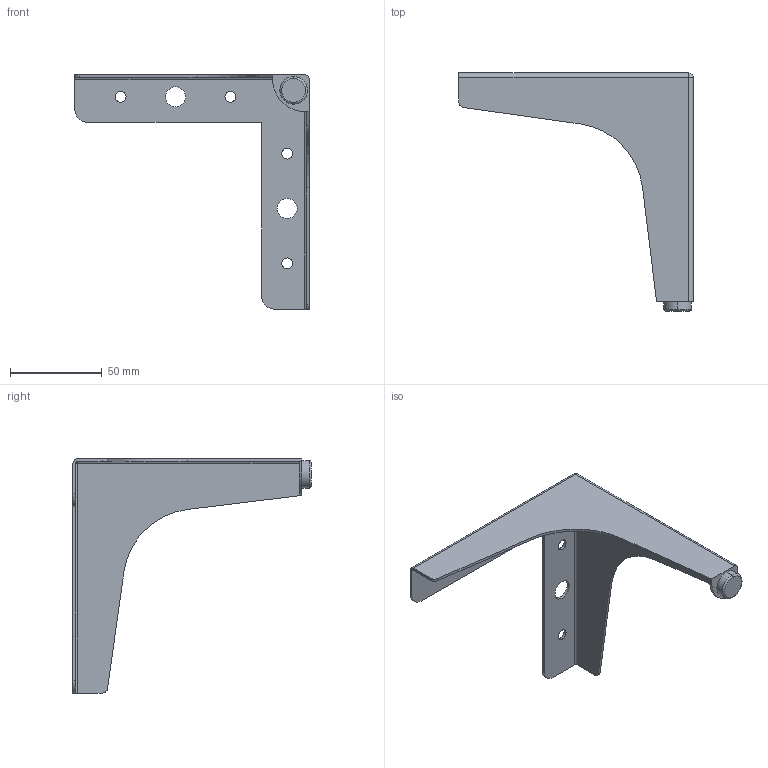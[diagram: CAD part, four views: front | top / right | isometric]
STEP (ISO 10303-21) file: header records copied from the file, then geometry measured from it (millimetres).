
FILE_DESCRIPTION (( 'STEP AP214' ), '1' );
FILE_NAME ('F001981,F001983_3D.step', '2022-10-10T15:15:41', ( '' ), ( '' ), 'SwSTEP 2.0', 'SolidWorks 2020', '' );
FILE_SCHEMA (( 'AUTOMOTIVE_DESIGN' ));
Length unit declared in the file: millimetre
Products named in the file (1): F001981,F001983_3D
Bounding box: 128 x 130 x 128 mm (x, y, z)
Volume: 26544 mm3; surface area: 36026.7 mm2
Topology: 2 solids, 2 shells, 50 faces, 130 edges, 82 vertices
Faces by surface type: cylinder 28, plane 18, sphere 2, torus 2
Entity records: 1599 total; most frequent: DIRECTION 290, CARTESIAN_POINT 261, ORIENTED_EDGE 256, EDGE_CURVE 128, AXIS2_PLACEMENT_3D 111, VERTEX_POINT 82, VECTOR 68, LINE 68
